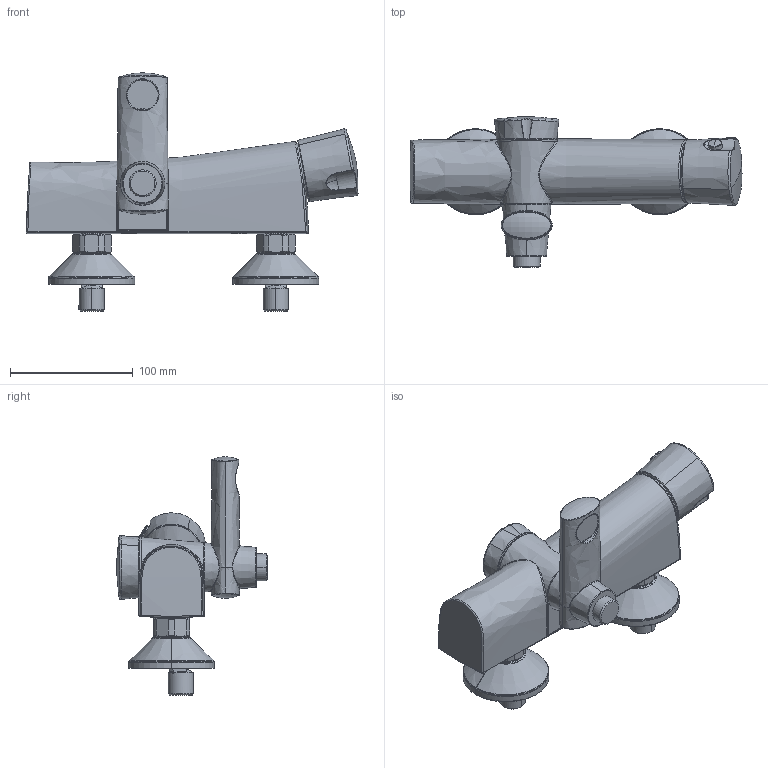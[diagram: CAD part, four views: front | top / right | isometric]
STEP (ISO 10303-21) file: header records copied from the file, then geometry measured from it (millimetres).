
FILE_DESCRIPTION (( 'STEP AP203' ), '1' );
FILE_NAME ('6375U+64632101.STEP', '2017-05-08T05:44:13', ( '' ), ( '' ), 'SwSTEP 2.0', 'SolidWorks 2016', '' );
FILE_SCHEMA (( 'CONFIG_CONTROL_DESIGN' ));
Length unit declared in the file: millimetre
Products named in the file (1): 6375U+64632101
Bounding box: 270.39 x 122.94 x 194.01 mm (x, y, z)
Surface area: 115339.3 mm2 (no closed solid volume)
Topology: 0 solids, 6 shells, 294 faces, 673 edges, 409 vertices
Faces by surface type: bspline 78, cone 66, cylinder 57, plane 46, torus 26, sphere 21
Entity records: 20166 total; most frequent: CARTESIAN_POINT 14112, ORIENTED_EDGE 1336, DIRECTION 1113, EDGE_CURVE 673, AXIS2_PLACEMENT_3D 507, VERTEX_POINT 409, EDGE_LOOP 320, FACE_OUTER_BOUND 294
